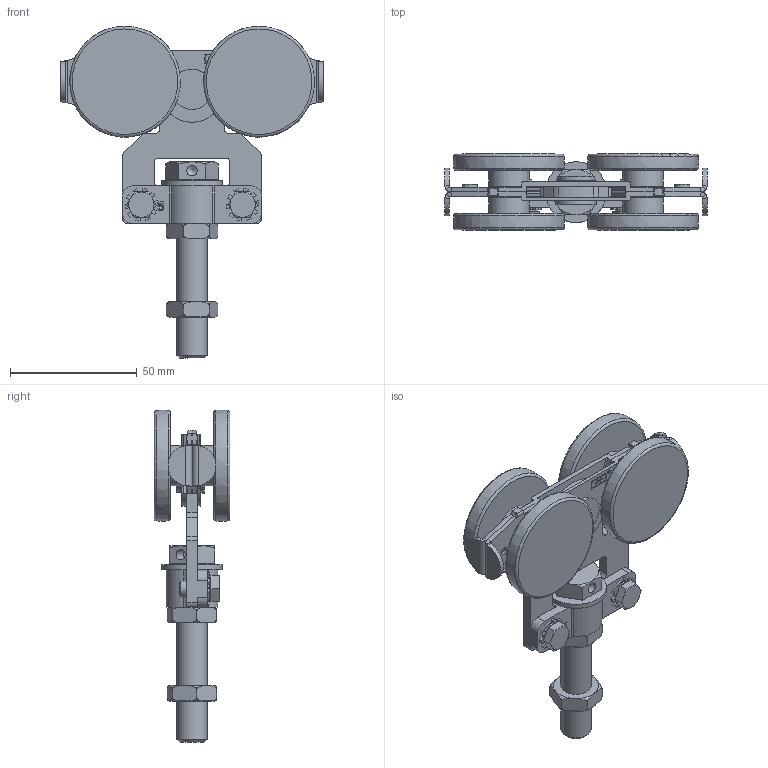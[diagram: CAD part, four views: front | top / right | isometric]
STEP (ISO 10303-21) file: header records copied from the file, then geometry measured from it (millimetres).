
FILE_DESCRIPTION(/* description */ (''),/* implementation_level */ '2;1');
FILE_NAME(/* name */ '2255.stp',/* time_stamp */ '2018-11-07T12:26:29+01:00',/* author */ ('Giuliano'),/* organization */ (''),/* preprocessor_version */ 'ST-DEVELOPER v16.5',/* originating_system */ 'Autodesk Inventor 2017',/* authorisation */ '');
FILE_SCHEMA (('AUTOMOTIVE_DESIGN { 1 0 10303 214 3 1 1 }'));
Length unit declared in the file: millimetre
Products named in the file (1): Pièce1
Bounding box: 103.6 x 30 x 131.2 mm (x, y, z)
Volume: 80238.2 mm3; surface area: 41916.7 mm2
Topology: 4 solids, 10 shells, 688 faces, 1793 edges, 1161 vertices
Faces by surface type: plane 326, cylinder 236, bspline 70, cone 28, torus 20, sphere 8
Full cylindrical faces by diameter (mm): 1.342 x1, 1.458 x1, 3 x2, 4.2 x3, 6 x6, 6.1 x2, 6.2 x2, 8.88 x2, 9.9 x4, 10.05 x4, 12 x3, 12.1 x1, 13.9 x1, 14.2 x3, 15 x1, 16 x5, 16.63 x1, 24 x1
Entity records: 25247 total; most frequent: CARTESIAN_POINT 8178, ORIENTED_EDGE 3400, DIRECTION 3251, EDGE_CURVE 1700, VERTEX_POINT 1141, AXIS2_PLACEMENT_3D 1138, LINE 975, VECTOR 975
